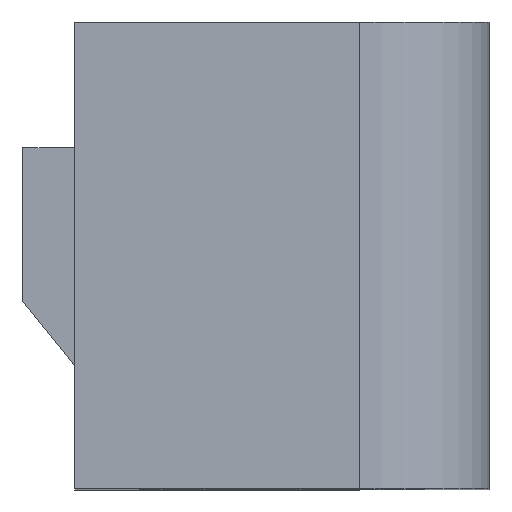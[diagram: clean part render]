
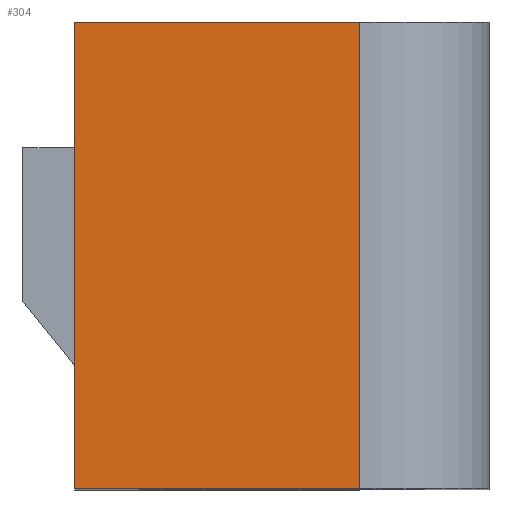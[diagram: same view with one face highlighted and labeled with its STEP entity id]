
A CAD part, top view. The second image highlights one B-rep face of the part: STEP entity #304.
In plain terms, the highlighted face is planar.
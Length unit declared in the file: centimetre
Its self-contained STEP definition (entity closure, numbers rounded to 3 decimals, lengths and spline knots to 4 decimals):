
#40=PLANE('',#331);
#55=FACE_OUTER_BOUND('',#76,.T.);
#76=EDGE_LOOP('',(#265,#266,#267,#268));
#83=LINE('',#436,#110);
#89=LINE('',#452,#116);
#95=LINE('',#480,#122);
#107=LINE('',#513,#134);
#110=VECTOR('',#347,1.8);
#116=VECTOR('',#361,1.1);
#122=VECTOR('',#377,1.1);
#134=VECTOR('',#409,1.8);
#148=VERTEX_POINT('',#433);
#149=VERTEX_POINT('',#435);
#155=VERTEX_POINT('',#451);
#161=VERTEX_POINT('',#478);
#175=EDGE_CURVE('',#148,#149,#83,.T.);
#183=EDGE_CURVE('',#155,#149,#89,.T.);
#193=EDGE_CURVE('',#148,#161,#95,.T.);
#208=EDGE_CURVE('',#161,#155,#107,.T.);
#265=ORIENTED_EDGE('',*,*,#175,.F.);
#266=ORIENTED_EDGE('',*,*,#193,.T.);
#267=ORIENTED_EDGE('',*,*,#208,.T.);
#268=ORIENTED_EDGE('',*,*,#183,.T.);
#304=ADVANCED_FACE('',(#55),#40,.T.);
#331=AXIS2_PLACEMENT_3D('',#512,#407,#408);
#347=DIRECTION('',(1.,0.,0.));
#361=DIRECTION('',(0.,0.,-1.));
#377=DIRECTION('',(0.,0.,1.));
#407=DIRECTION('center_axis',(0.,1.,0.));
#408=DIRECTION('ref_axis',(0.,0.,1.));
#409=DIRECTION('',(1.,0.,0.));
#433=CARTESIAN_POINT('',(3.7,-2.4,-1.2));
#435=CARTESIAN_POINT('',(5.5,-2.4,-1.2));
#436=CARTESIAN_POINT('',(4.525,-2.4,-1.2));
#451=CARTESIAN_POINT('',(5.5,-2.4,-0.1));
#452=CARTESIAN_POINT('',(5.5,-2.4,0.025));
#478=CARTESIAN_POINT('',(3.7,-2.4,-0.1));
#480=CARTESIAN_POINT('',(3.7,-2.4,-0.925));
#512=CARTESIAN_POINT('Origin',(4.6,-2.4,-0.35));
#513=CARTESIAN_POINT('',(4.45,-2.4,-0.1));
